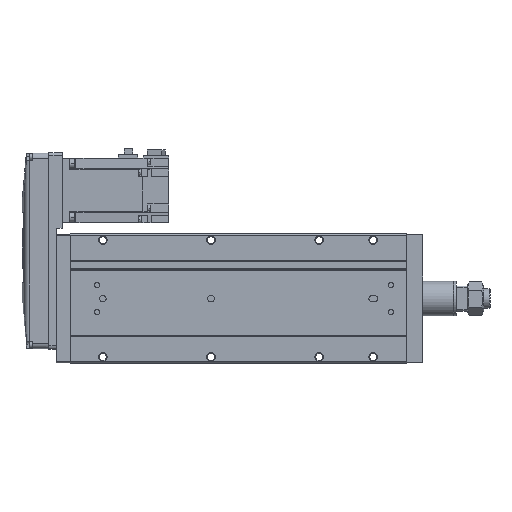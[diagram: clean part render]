
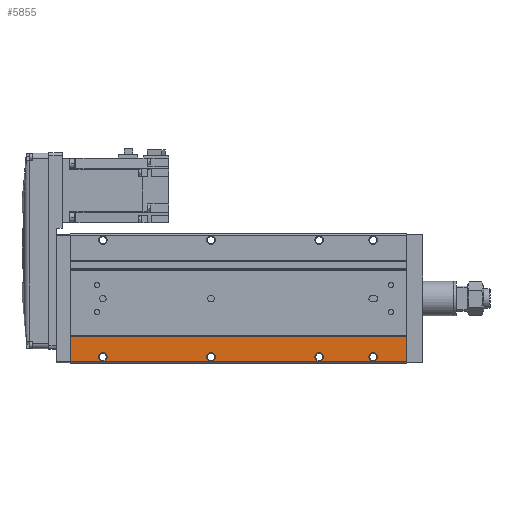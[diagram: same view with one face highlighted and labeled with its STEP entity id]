
A CAD part, front view. The second image highlights one B-rep face of the part: STEP entity #5855.
In plain terms, the highlighted planar face has unit normal (0, -1, 0).
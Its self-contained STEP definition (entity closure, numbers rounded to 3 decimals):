
#104 = AXIS2_PLACEMENT_3D ( 'NONE', #7349, #28112, #607 ) ;
#119 = ORIENTED_EDGE ( 'NONE', *, *, #22172, .F. ) ;
#153 = DIRECTION ( 'NONE',  ( 0., 0., -1. ) ) ;
#157 = CIRCLE ( 'NONE', #16961, 4. ) ;
#238 = DIRECTION ( 'NONE',  ( 0., -1., 0. ) ) ;
#272 = DIRECTION ( 'NONE',  ( 0., 0., -1. ) ) ;
#578 = DIRECTION ( 'NONE',  ( 0., 0., -1. ) ) ;
#607 = DIRECTION ( 'NONE',  ( 0., 0., -1. ) ) ;
#759 = EDGE_LOOP ( 'NONE', ( #11244, #5384 ) ) ;
#824 = FACE_BOUND ( 'NONE', #2159, .T. ) ;
#1408 = CIRCLE ( 'NONE', #3795, 4. ) ;
#1529 = ORIENTED_EDGE ( 'NONE', *, *, #22671, .F. ) ;
#1622 = LINE ( 'NONE', #8217, #12732 ) ;
#1676 = CARTESIAN_POINT ( 'NONE',  ( 0., 0., -35. ) ) ;
#1805 = CARTESIAN_POINT ( 'NONE',  ( 230., 0., -54. ) ) ;
#2159 = EDGE_LOOP ( 'NONE', ( #9697, #24219 ) ) ;
#2498 = VERTEX_POINT ( 'NONE', #25494 ) ;
#2650 = VECTOR ( 'NONE', #20095, 1000. ) ;
#3069 = CARTESIAN_POINT ( 'NONE',  ( 280., 0., -58. ) ) ;
#3435 = EDGE_CURVE ( 'NONE', #2498, #13068, #26633, .T. ) ;
#3537 = EDGE_CURVE ( 'NONE', #28402, #26238, #19916, .T. ) ;
#3795 = AXIS2_PLACEMENT_3D ( 'NONE', #20374, #15692, #15553 ) ;
#4086 = ORIENTED_EDGE ( 'NONE', *, *, #27735, .F. ) ;
#4185 = ORIENTED_EDGE ( 'NONE', *, *, #8038, .F. ) ;
#4579 = CARTESIAN_POINT ( 'NONE',  ( 130., 0., -54. ) ) ;
#5384 = ORIENTED_EDGE ( 'NONE', *, *, #7690, .F. ) ;
#5826 = VECTOR ( 'NONE', #17743, 1000. ) ;
#5855 = ADVANCED_FACE ( 'NONE', ( #12235, #26351, #25768, #824, #14782 ), #9968, .F. ) ;
#6109 = CARTESIAN_POINT ( 'NONE',  ( 311., 0., -35. ) ) ;
#6138 = CIRCLE ( 'NONE', #22958, 4. ) ;
#6698 = AXIS2_PLACEMENT_3D ( 'NONE', #1805, #17598, #10519 ) ;
#6738 = CARTESIAN_POINT ( 'NONE',  ( 130., 0., -54. ) ) ;
#6941 = CARTESIAN_POINT ( 'NONE',  ( 230., 0., -58. ) ) ;
#7206 = EDGE_LOOP ( 'NONE', ( #24566, #25645, #4185, #13377 ) ) ;
#7349 = CARTESIAN_POINT ( 'NONE',  ( 30., 0., -54. ) ) ;
#7394 = CARTESIAN_POINT ( 'NONE',  ( 230., 0., -54. ) ) ;
#7690 = EDGE_CURVE ( 'NONE', #8596, #18203, #157, .T. ) ;
#7926 = EDGE_CURVE ( 'NONE', #23152, #19349, #25545, .T. ) ;
#8038 = EDGE_CURVE ( 'NONE', #23152, #13047, #1622, .T. ) ;
#8217 = CARTESIAN_POINT ( 'NONE',  ( 311., 0., -35. ) ) ;
#8281 = EDGE_LOOP ( 'NONE', ( #1529, #21435 ) ) ;
#8596 = VERTEX_POINT ( 'NONE', #15884 ) ;
#8844 = AXIS2_PLACEMENT_3D ( 'NONE', #27630, #18461, #272 ) ;
#8855 = CARTESIAN_POINT ( 'NONE',  ( 30., 0., -50. ) ) ;
#9473 = DIRECTION ( 'NONE',  ( 0., 0., -1. ) ) ;
#9697 = ORIENTED_EDGE ( 'NONE', *, *, #3435, .F. ) ;
#9732 = CARTESIAN_POINT ( 'NONE',  ( 0., 0., -35. ) ) ;
#9968 = PLANE ( 'NONE',  #24301 ) ;
#10022 = CARTESIAN_POINT ( 'NONE',  ( 0., 0., -58.5 ) ) ;
#10198 = DIRECTION ( 'NONE',  ( -1., 0., 0. ) ) ;
#10210 = VECTOR ( 'NONE', #10198, 1000. ) ;
#10519 = DIRECTION ( 'NONE',  ( 0., 0., -1. ) ) ;
#10770 = DIRECTION ( 'NONE',  ( 0., 0., -1. ) ) ;
#11244 = ORIENTED_EDGE ( 'NONE', *, *, #21717, .F. ) ;
#12235 = FACE_OUTER_BOUND ( 'NONE', #7206, .T. ) ;
#12325 = CARTESIAN_POINT ( 'NONE',  ( 230., 0., -50. ) ) ;
#12732 = VECTOR ( 'NONE', #10770, 1000. ) ;
#13047 = VERTEX_POINT ( 'NONE', #23141 ) ;
#13068 = VERTEX_POINT ( 'NONE', #8855 ) ;
#13377 = ORIENTED_EDGE ( 'NONE', *, *, #7926, .T. ) ;
#13754 = DIRECTION ( 'NONE',  ( 0., 0., -1. ) ) ;
#14782 = FACE_BOUND ( 'NONE', #8281, .T. ) ;
#15553 = DIRECTION ( 'NONE',  ( 0., 0., -1. ) ) ;
#15673 = EDGE_LOOP ( 'NONE', ( #119, #4086 ) ) ;
#15692 = DIRECTION ( 'NONE',  ( 0., -1., 0. ) ) ;
#15884 = CARTESIAN_POINT ( 'NONE',  ( 130., 0., -50. ) ) ;
#15922 = DIRECTION ( 'NONE',  ( 0., -1., 0. ) ) ;
#16419 = CARTESIAN_POINT ( 'NONE',  ( 311., 0., -35. ) ) ;
#16682 = CARTESIAN_POINT ( 'NONE',  ( 311., 0., -58.5 ) ) ;
#16896 = DIRECTION ( 'NONE',  ( 1., 0., 0. ) ) ;
#16961 = AXIS2_PLACEMENT_3D ( 'NONE', #6738, #15922, #153 ) ;
#17043 = DIRECTION ( 'NONE',  ( 0., 1., 0. ) ) ;
#17598 = DIRECTION ( 'NONE',  ( 0., -1., 0. ) ) ;
#17605 = LINE ( 'NONE', #1676, #5826 ) ;
#17743 = DIRECTION ( 'NONE',  ( 0., 0., -1. ) ) ;
#18203 = VERTEX_POINT ( 'NONE', #27257 ) ;
#18461 = DIRECTION ( 'NONE',  ( 0., -1., 0. ) ) ;
#18902 = EDGE_CURVE ( 'NONE', #13047, #24388, #26004, .T. ) ;
#19043 = CARTESIAN_POINT ( 'NONE',  ( 280., 0., -50. ) ) ;
#19199 = DIRECTION ( 'NONE',  ( 0., -1., 0. ) ) ;
#19349 = VERTEX_POINT ( 'NONE', #9732 ) ;
#19682 = CIRCLE ( 'NONE', #6698, 4. ) ;
#19916 = CIRCLE ( 'NONE', #23275, 4. ) ;
#20095 = DIRECTION ( 'NONE',  ( -1., 0., 0. ) ) ;
#20374 = CARTESIAN_POINT ( 'NONE',  ( 280., 0., -54. ) ) ;
#21435 = ORIENTED_EDGE ( 'NONE', *, *, #3537, .F. ) ;
#21546 = CIRCLE ( 'NONE', #23933, 4. ) ;
#21717 = EDGE_CURVE ( 'NONE', #18203, #8596, #6138, .T. ) ;
#22172 = EDGE_CURVE ( 'NONE', #23199, #29179, #21546, .T. ) ;
#22671 = EDGE_CURVE ( 'NONE', #26238, #28402, #1408, .T. ) ;
#22958 = AXIS2_PLACEMENT_3D ( 'NONE', #4579, #238, #13754 ) ;
#23010 = DIRECTION ( 'NONE',  ( 0., -1., 0. ) ) ;
#23141 = CARTESIAN_POINT ( 'NONE',  ( 311., 0., -58.5 ) ) ;
#23152 = VERTEX_POINT ( 'NONE', #16419 ) ;
#23199 = VERTEX_POINT ( 'NONE', #6941 ) ;
#23275 = AXIS2_PLACEMENT_3D ( 'NONE', #27930, #19199, #578 ) ;
#23933 = AXIS2_PLACEMENT_3D ( 'NONE', #7394, #23010, #9473 ) ;
#24219 = ORIENTED_EDGE ( 'NONE', *, *, #26679, .F. ) ;
#24301 = AXIS2_PLACEMENT_3D ( 'NONE', #28321, #17043, #16896 ) ;
#24388 = VERTEX_POINT ( 'NONE', #10022 ) ;
#24566 = ORIENTED_EDGE ( 'NONE', *, *, #28846, .T. ) ;
#25494 = CARTESIAN_POINT ( 'NONE',  ( 30., 0., -58. ) ) ;
#25545 = LINE ( 'NONE', #6109, #2650 ) ;
#25645 = ORIENTED_EDGE ( 'NONE', *, *, #18902, .F. ) ;
#25768 = FACE_BOUND ( 'NONE', #759, .T. ) ;
#26004 = LINE ( 'NONE', #16682, #10210 ) ;
#26238 = VERTEX_POINT ( 'NONE', #3069 ) ;
#26351 = FACE_BOUND ( 'NONE', #15673, .T. ) ;
#26633 = CIRCLE ( 'NONE', #8844, 4. ) ;
#26679 = EDGE_CURVE ( 'NONE', #13068, #2498, #26995, .T. ) ;
#26995 = CIRCLE ( 'NONE', #104, 4. ) ;
#27257 = CARTESIAN_POINT ( 'NONE',  ( 130., 0., -58. ) ) ;
#27630 = CARTESIAN_POINT ( 'NONE',  ( 30., 0., -54. ) ) ;
#27735 = EDGE_CURVE ( 'NONE', #29179, #23199, #19682, .T. ) ;
#27930 = CARTESIAN_POINT ( 'NONE',  ( 280., 0., -54. ) ) ;
#28112 = DIRECTION ( 'NONE',  ( 0., -1., 0. ) ) ;
#28321 = CARTESIAN_POINT ( 'NONE',  ( 311., 0., -35. ) ) ;
#28402 = VERTEX_POINT ( 'NONE', #19043 ) ;
#28846 = EDGE_CURVE ( 'NONE', #19349, #24388, #17605, .T. ) ;
#29179 = VERTEX_POINT ( 'NONE', #12325 ) ;
